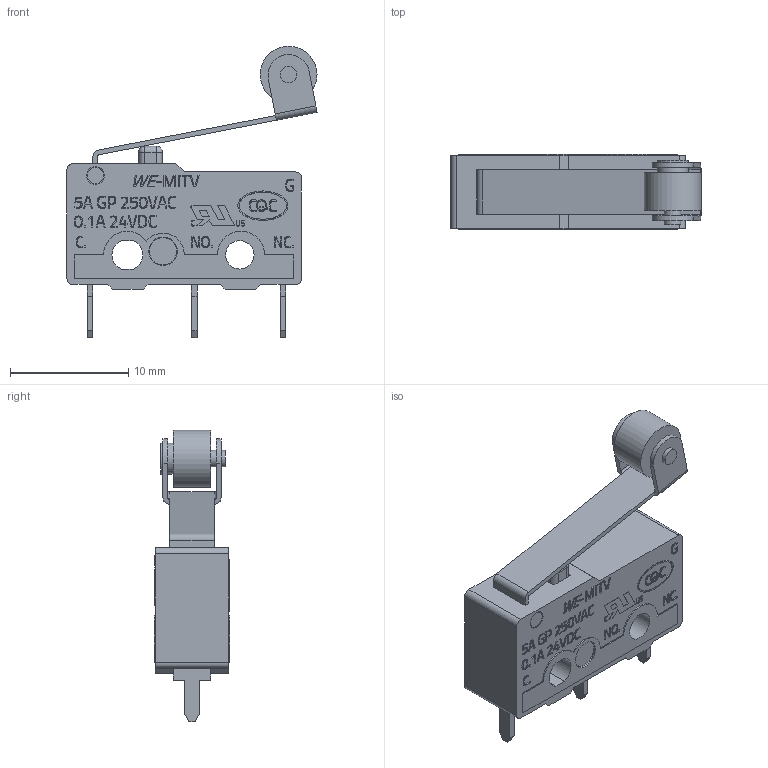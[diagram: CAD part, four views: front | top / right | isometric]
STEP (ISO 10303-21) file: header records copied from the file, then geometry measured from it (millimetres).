
FILE_DESCRIPTION(/* description */ ('Unknown'),/* implementation_level */ '2;1');
FILE_NAME(/* name */ 'SW_Wurth_WS-MITV_463093370403',/* time_stamp */ '2025-04-24T17:44:08+08:00',/* author */ ('Unknown'),/* organization */ ('Unknown'),/* preprocessor_version */ 'ST-DEVELOPER v19.4',/* originating_system */ 'Solid Edge',/* authorisation */ 'Unknown');
FILE_SCHEMA (('AUTOMOTIVE_DESIGN {1 0 10303 214 3 1 1}'));
Length unit declared in the file: millimetre
Products named in the file (2): SW_Wurth_WS-MITV_463093370403
Assembly tree (1 placements, depth 2):
  SW_Wurth_WS-MITV_463093370403
    SW_Wurth_WS-MITV_463093370403
Bounding box: 21.12 x 6.4 x 24.62 mm (x, y, z)
Volume: 1286.3 mm3; surface area: 1315.6 mm2
Topology: 1 solids, 1 shells, 970 faces, 2505 edges, 1663 vertices
Faces by surface type: plane 820, bspline 87, cylinder 55, torus 4, sphere 4
Full cylindrical faces by diameter (mm): 1.4 x2, 2.4 x3, 2.6 x2, 4.8 x1
Entity records: 37973 total; most frequent: CARTESIAN_POINT 10152, ORIENTED_EDGE 4932, DIRECTION 3124, EDGE_CURVE 2466, VERTEX_POINT 1658, B_SPLINE_CURVE_WITH_KNOTS 1226, EDGE_LOOP 1138, FACE_BOUND 1138
